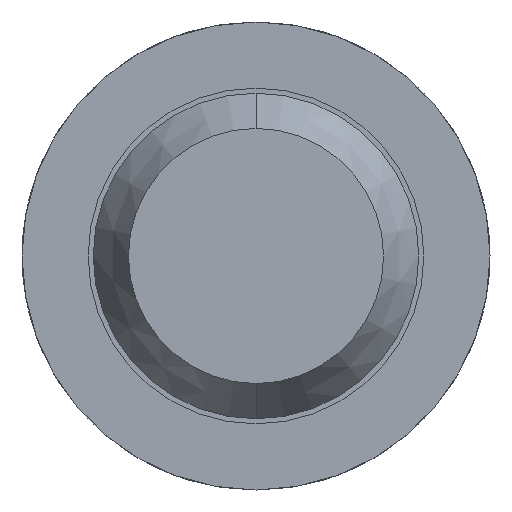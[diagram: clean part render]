
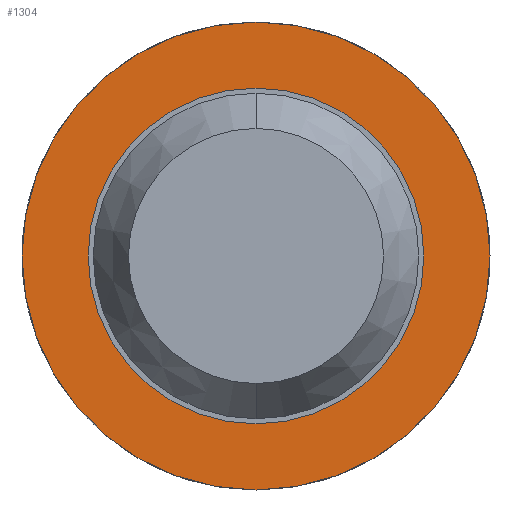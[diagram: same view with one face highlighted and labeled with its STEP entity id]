
A CAD part, front view. The second image highlights one B-rep face of the part: STEP entity #1304.
In plain terms, the highlighted planar face has unit normal (0, -1, 0).
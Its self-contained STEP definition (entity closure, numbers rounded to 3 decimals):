
#293 = CIRCLE ( 'NONE', #1744, 1.15 ) ;
#302 = DIRECTION ( 'NONE',  ( 0., 0., 1. ) ) ;
#519 = ORIENTED_EDGE ( 'NONE', *, *, #617, .T. ) ;
#522 = EDGE_CURVE ( 'Defeature ausgef�hrt2_6+Defeature ausgef�hrt2_13+Defeature ausgef�hrt2_13+Defeature ausgef�hrt2_13', #3006, #1831, #3911, .T. ) ;
#530 = DIRECTION ( 'NONE',  ( 0., 1., 0. ) ) ;
#617 = EDGE_CURVE ( 'Defeature ausgef�hrt2_13+Defeature ausgef�hrt2_12+Defeature ausgef�hrt2_12+Defeature ausgef�hrt2_12', #2885, #715, #2583, .T. ) ;
#683 = CARTESIAN_POINT ( 'NONE',  ( 0., -1.7, 0. ) ) ;
#715 = VERTEX_POINT ( 'NONE', #1310 ) ;
#905 = DIRECTION ( 'NONE',  ( 0., 1., 0. ) ) ;
#1304 = ADVANCED_FACE ( 'Defeature ausgef�hrt2_13', ( #4090, #2202 ), #3086, .F. ) ;
#1310 = CARTESIAN_POINT ( 'NONE',  ( 0., -1.7, -0.825 ) ) ;
#1320 = AXIS2_PLACEMENT_3D ( 'NONE', #2209, #3155, #302 ) ;
#1477 = EDGE_LOOP ( 'NONE', ( #2687, #3991 ) ) ;
#1559 = EDGE_CURVE ( 'Defeature ausgef�hrt2_13+Defeature ausgef�hrt2_12+Defeature ausgef�hrt2_12+Defeature ausgef�hrt2_12', #715, #2885, #1666, .T. ) ;
#1590 = DIRECTION ( 'NONE',  ( 0., 1., 0. ) ) ;
#1648 = ORIENTED_EDGE ( 'NONE', *, *, #1559, .T. ) ;
#1666 = CIRCLE ( 'NONE', #3990, 0.825 ) ;
#1724 = DIRECTION ( 'NONE',  ( 0., 0., 1. ) ) ;
#1744 = AXIS2_PLACEMENT_3D ( 'NONE', #3280, #2333, #1724 ) ;
#1831 = VERTEX_POINT ( 'NONE', #3076 ) ;
#1862 = DIRECTION ( 'NONE',  ( 0., 0., 1. ) ) ;
#2106 = CARTESIAN_POINT ( 'NONE',  ( 0., -1.7, 0. ) ) ;
#2187 = AXIS2_PLACEMENT_3D ( 'NONE', #2106, #530, #4015 ) ;
#2202 = FACE_BOUND ( 'NONE', #2306, .T. ) ;
#2209 = CARTESIAN_POINT ( 'NONE',  ( 0., -1.7, 0. ) ) ;
#2306 = EDGE_LOOP ( 'NONE', ( #519, #1648 ) ) ;
#2333 = DIRECTION ( 'NONE',  ( 0., 1., 0. ) ) ;
#2456 = CARTESIAN_POINT ( 'NONE',  ( 0.825, -1.7, 0. ) ) ;
#2583 = CIRCLE ( 'NONE', #1320, 0.825 ) ;
#2687 = ORIENTED_EDGE ( 'NONE', *, *, #3402, .F. ) ;
#2690 = CARTESIAN_POINT ( 'NONE',  ( 0., -1.7, -1.15 ) ) ;
#2809 = AXIS2_PLACEMENT_3D ( 'NONE', #2456, #905, #3726 ) ;
#2885 = VERTEX_POINT ( 'NONE', #4003 ) ;
#3006 = VERTEX_POINT ( 'NONE', #2690 ) ;
#3076 = CARTESIAN_POINT ( 'NONE',  ( 0., -1.7, 1.15 ) ) ;
#3086 = PLANE ( 'NONE',  #2809 ) ;
#3155 = DIRECTION ( 'NONE',  ( 0., 1., 0. ) ) ;
#3280 = CARTESIAN_POINT ( 'NONE',  ( 0., -1.7, 0. ) ) ;
#3402 = EDGE_CURVE ( 'Defeature ausgef�hrt2_6+Defeature ausgef�hrt2_13+Defeature ausgef�hrt2_13+Defeature ausgef�hrt2_13', #1831, #3006, #293, .T. ) ;
#3726 = DIRECTION ( 'NONE',  ( 0., 0., 1. ) ) ;
#3911 = CIRCLE ( 'NONE', #2187, 1.15 ) ;
#3990 = AXIS2_PLACEMENT_3D ( 'NONE', #683, #1590, #1862 ) ;
#3991 = ORIENTED_EDGE ( 'NONE', *, *, #522, .F. ) ;
#4003 = CARTESIAN_POINT ( 'NONE',  ( 0., -1.7, 0.825 ) ) ;
#4015 = DIRECTION ( 'NONE',  ( 0., 0., 1. ) ) ;
#4090 = FACE_OUTER_BOUND ( 'NONE', #1477, .T. ) ;
